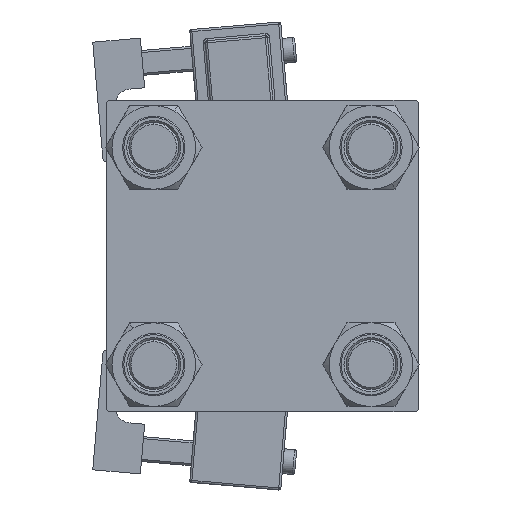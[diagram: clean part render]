
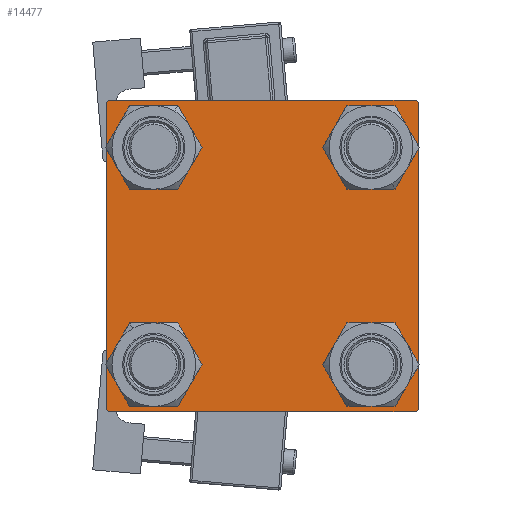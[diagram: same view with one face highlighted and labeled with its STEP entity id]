
A CAD part, left-side view. The second image highlights one B-rep face of the part: STEP entity #14477.
In plain terms, the highlighted planar face has unit normal (-1, 0, 0).
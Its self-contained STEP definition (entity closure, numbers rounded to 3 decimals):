
#155 = DIRECTION ( 'NONE',  ( 0., 0., 1. ) ) ;
#255 = ORIENTED_EDGE ( 'NONE', *, *, #38521, .T. ) ;
#873 = VECTOR ( 'NONE', #47816, 1000. ) ;
#999 = DIRECTION ( 'NONE',  ( 0., -1., 0. ) ) ;
#1653 = FACE_BOUND ( 'NONE', #33186, .T. ) ;
#1732 = CARTESIAN_POINT ( 'NONE',  ( 0., 37.5, 37. ) ) ;
#2344 = CARTESIAN_POINT ( 'NONE',  ( 0., 26.15, -26.15 ) ) ;
#3453 = EDGE_LOOP ( 'NONE', ( #5184, #31323 ) ) ;
#4523 = ORIENTED_EDGE ( 'NONE', *, *, #20973, .T. ) ;
#4547 = DIRECTION ( 'NONE',  ( 1., 0., 0. ) ) ;
#4897 = AXIS2_PLACEMENT_3D ( 'NONE', #4912, #21052, #37241 ) ;
#4912 = CARTESIAN_POINT ( 'NONE',  ( 0., -26.15, 26.15 ) ) ;
#5065 = VERTEX_POINT ( 'NONE', #1732 ) ;
#5184 = ORIENTED_EDGE ( 'NONE', *, *, #49807, .T. ) ;
#5398 = ORIENTED_EDGE ( 'NONE', *, *, #11658, .T. ) ;
#5680 = CARTESIAN_POINT ( 'NONE',  ( 0., -26.15, 26.15 ) ) ;
#5918 = DIRECTION ( 'NONE',  ( 0., 0., 1. ) ) ;
#5937 = CARTESIAN_POINT ( 'NONE',  ( 0., 37.5, -37. ) ) ;
#6205 = CARTESIAN_POINT ( 'NONE',  ( 0., 26.15, -19.65 ) ) ;
#6659 = ORIENTED_EDGE ( 'NONE', *, *, #29001, .F. ) ;
#6960 = CARTESIAN_POINT ( 'NONE',  ( 0., -26.15, -32.65 ) ) ;
#7034 = VERTEX_POINT ( 'NONE', #28272 ) ;
#7134 = AXIS2_PLACEMENT_3D ( 'NONE', #5680, #8162, #25805 ) ;
#7204 = VECTOR ( 'NONE', #10629, 1000. ) ;
#7373 = DIRECTION ( 'NONE',  ( 0., 0., 1. ) ) ;
#7527 = EDGE_CURVE ( 'NONE', #26373, #5065, #48540, .T. ) ;
#8162 = DIRECTION ( 'NONE',  ( 1., 0., 0. ) ) ;
#8423 = AXIS2_PLACEMENT_3D ( 'NONE', #36626, #4547, #20692 ) ;
#8736 = EDGE_CURVE ( 'NONE', #44049, #40276, #37941, .T. ) ;
#8951 = LINE ( 'NONE', #21127, #43995 ) ;
#9573 = CARTESIAN_POINT ( 'NONE',  ( 0., 37., -37.5 ) ) ;
#9742 = VERTEX_POINT ( 'NONE', #13118 ) ;
#10143 = PLANE ( 'NONE',  #51559 ) ;
#10629 = DIRECTION ( 'NONE',  ( 0., -1., 0. ) ) ;
#10842 = CIRCLE ( 'NONE', #48041, 6.5 ) ;
#10894 = EDGE_CURVE ( 'NONE', #21025, #9742, #10842, .T. ) ;
#11540 = AXIS2_PLACEMENT_3D ( 'NONE', #36206, #49161, #155 ) ;
#11658 = EDGE_CURVE ( 'NONE', #47930, #11775, #41277, .T. ) ;
#11738 = ORIENTED_EDGE ( 'NONE', *, *, #47696, .T. ) ;
#11775 = VERTEX_POINT ( 'NONE', #25802 ) ;
#12137 = DIRECTION ( 'NONE',  ( 0., -0.707, -0.707 ) ) ;
#13068 = EDGE_CURVE ( 'NONE', #34712, #15179, #51297, .T. ) ;
#13118 = CARTESIAN_POINT ( 'NONE',  ( 0., 26.15, 19.65 ) ) ;
#13199 = EDGE_LOOP ( 'NONE', ( #255, #30204 ) ) ;
#13591 = DIRECTION ( 'NONE',  ( 0., 0., 1. ) ) ;
#13684 = DIRECTION ( 'NONE',  ( 0., 0.707, 0.707 ) ) ;
#13810 = ORIENTED_EDGE ( 'NONE', *, *, #7527, .T. ) ;
#14115 = CARTESIAN_POINT ( 'NONE',  ( 0., 0., 0. ) ) ;
#14477 = ADVANCED_FACE ( 'NONE', ( #1653, #17549, #34509, #21785, #14646 ), #10143, .T. ) ;
#14646 = FACE_OUTER_BOUND ( 'NONE', #34298, .T. ) ;
#14671 = DIRECTION ( 'NONE',  ( 1., 0., 0. ) ) ;
#14905 = CARTESIAN_POINT ( 'NONE',  ( 0., 26.15, 26.15 ) ) ;
#15040 = ORIENTED_EDGE ( 'NONE', *, *, #42097, .T. ) ;
#15179 = VERTEX_POINT ( 'NONE', #28251 ) ;
#15191 = CARTESIAN_POINT ( 'NONE',  ( 0., -26.15, -26.15 ) ) ;
#15438 = CIRCLE ( 'NONE', #45053, 6.5 ) ;
#16003 = CARTESIAN_POINT ( 'NONE',  ( 0., 26.15, 26.15 ) ) ;
#16157 = VERTEX_POINT ( 'NONE', #36158 ) ;
#16931 = ORIENTED_EDGE ( 'NONE', *, *, #13068, .T. ) ;
#17549 = FACE_BOUND ( 'NONE', #13199, .T. ) ;
#17769 = CARTESIAN_POINT ( 'NONE',  ( 0., -37.5, 37.5 ) ) ;
#19133 = DIRECTION ( 'NONE',  ( 1., 0., 0. ) ) ;
#19147 = CIRCLE ( 'NONE', #11540, 6.5 ) ;
#19480 = LINE ( 'NONE', #31656, #873 ) ;
#19964 = DIRECTION ( 'NONE',  ( 0., 0., 1. ) ) ;
#20323 = CIRCLE ( 'NONE', #38957, 6.5 ) ;
#20692 = DIRECTION ( 'NONE',  ( 0., 0., 1. ) ) ;
#20969 = EDGE_CURVE ( 'NONE', #30599, #26265, #24312, .T. ) ;
#20973 = EDGE_CURVE ( 'NONE', #11775, #47930, #25729, .T. ) ;
#21025 = VERTEX_POINT ( 'NONE', #44201 ) ;
#21052 = DIRECTION ( 'NONE',  ( 1., 0., 0. ) ) ;
#21127 = CARTESIAN_POINT ( 'NONE',  ( 0., 37.5, -37.5 ) ) ;
#21785 = FACE_BOUND ( 'NONE', #49192, .T. ) ;
#22084 = DIRECTION ( 'NONE',  ( 0., 0., 1. ) ) ;
#22327 = VECTOR ( 'NONE', #12137, 1000. ) ;
#24312 = LINE ( 'NONE', #32525, #22327 ) ;
#24935 = DIRECTION ( 'NONE',  ( 0., 0.707, -0.707 ) ) ;
#25729 = CIRCLE ( 'NONE', #7134, 6.5 ) ;
#25802 = CARTESIAN_POINT ( 'NONE',  ( 0., -26.15, 19.65 ) ) ;
#25805 = DIRECTION ( 'NONE',  ( 0., 0., 1. ) ) ;
#26265 = VERTEX_POINT ( 'NONE', #9573 ) ;
#26373 = VERTEX_POINT ( 'NONE', #30499 ) ;
#26412 = CARTESIAN_POINT ( 'NONE',  ( 0., 26.15, -32.65 ) ) ;
#26763 = CARTESIAN_POINT ( 'NONE',  ( 0., -26.15, 32.65 ) ) ;
#27321 = EDGE_CURVE ( 'NONE', #26373, #16157, #51421, .T. ) ;
#27710 = CARTESIAN_POINT ( 'NONE',  ( 0., -37.25, -37.25 ) ) ;
#28251 = CARTESIAN_POINT ( 'NONE',  ( 0., -37.5, -37. ) ) ;
#28272 = CARTESIAN_POINT ( 'NONE',  ( 0., -37.5, 37. ) ) ;
#29001 = EDGE_CURVE ( 'NONE', #7034, #15179, #29951, .T. ) ;
#29951 = LINE ( 'NONE', #17769, #34352 ) ;
#30094 = CARTESIAN_POINT ( 'NONE',  ( 0., -37.25, 37.25 ) ) ;
#30204 = ORIENTED_EDGE ( 'NONE', *, *, #37031, .T. ) ;
#30319 = EDGE_CURVE ( 'NONE', #7034, #16157, #42300, .T. ) ;
#30499 = CARTESIAN_POINT ( 'NONE',  ( 0., 37., 37.5 ) ) ;
#30599 = VERTEX_POINT ( 'NONE', #5937 ) ;
#31323 = ORIENTED_EDGE ( 'NONE', *, *, #8736, .T. ) ;
#31656 = CARTESIAN_POINT ( 'NONE',  ( 0., 37.5, 37.5 ) ) ;
#32525 = CARTESIAN_POINT ( 'NONE',  ( 0., 37.25, -37.25 ) ) ;
#33186 = EDGE_LOOP ( 'NONE', ( #5398, #4523 ) ) ;
#34030 = CARTESIAN_POINT ( 'NONE',  ( 0., -37., -37.5 ) ) ;
#34298 = EDGE_LOOP ( 'NONE', ( #45808, #42650, #15040, #16931, #6659, #47914, #43012, #13810 ) ) ;
#34352 = VECTOR ( 'NONE', #50880, 1000. ) ;
#34509 = FACE_BOUND ( 'NONE', #3453, .T. ) ;
#34712 = VERTEX_POINT ( 'NONE', #34030 ) ;
#34999 = CARTESIAN_POINT ( 'NONE',  ( 0., 37.5, 37.5 ) ) ;
#36158 = CARTESIAN_POINT ( 'NONE',  ( 0., -37., 37.5 ) ) ;
#36206 = CARTESIAN_POINT ( 'NONE',  ( 0., 26.15, -26.15 ) ) ;
#36626 = CARTESIAN_POINT ( 'NONE',  ( 0., -26.15, -26.15 ) ) ;
#36715 = VERTEX_POINT ( 'NONE', #6960 ) ;
#36891 = CARTESIAN_POINT ( 'NONE',  ( 0., 37.25, 37.25 ) ) ;
#37031 = EDGE_CURVE ( 'NONE', #36715, #39872, #52390, .T. ) ;
#37241 = DIRECTION ( 'NONE',  ( 0., 0., 1. ) ) ;
#37941 = CIRCLE ( 'NONE', #51460, 6.5 ) ;
#37981 = DIRECTION ( 'NONE',  ( -1., 0., 0. ) ) ;
#38521 = EDGE_CURVE ( 'NONE', #39872, #36715, #20323, .T. ) ;
#38957 = AXIS2_PLACEMENT_3D ( 'NONE', #15191, #14671, #22084 ) ;
#39872 = VERTEX_POINT ( 'NONE', #44260 ) ;
#40276 = VERTEX_POINT ( 'NONE', #6205 ) ;
#41277 = CIRCLE ( 'NONE', #4897, 6.5 ) ;
#42097 = EDGE_CURVE ( 'NONE', #26265, #34712, #8951, .T. ) ;
#42292 = EDGE_CURVE ( 'NONE', #5065, #30599, #19480, .T. ) ;
#42300 = LINE ( 'NONE', #30094, #47093 ) ;
#42650 = ORIENTED_EDGE ( 'NONE', *, *, #20969, .T. ) ;
#43012 = ORIENTED_EDGE ( 'NONE', *, *, #27321, .F. ) ;
#43662 = DIRECTION ( 'NONE',  ( 1., 0., 0. ) ) ;
#43995 = VECTOR ( 'NONE', #999, 1000. ) ;
#44049 = VERTEX_POINT ( 'NONE', #26412 ) ;
#44201 = CARTESIAN_POINT ( 'NONE',  ( 0., 26.15, 32.65 ) ) ;
#44260 = CARTESIAN_POINT ( 'NONE',  ( 0., -26.15, -19.65 ) ) ;
#45053 = AXIS2_PLACEMENT_3D ( 'NONE', #16003, #51518, #19964 ) ;
#45592 = VECTOR ( 'NONE', #48102, 1000. ) ;
#45808 = ORIENTED_EDGE ( 'NONE', *, *, #42292, .T. ) ;
#47093 = VECTOR ( 'NONE', #13684, 1000. ) ;
#47696 = EDGE_CURVE ( 'NONE', #9742, #21025, #15438, .T. ) ;
#47816 = DIRECTION ( 'NONE',  ( 0., 0., -1. ) ) ;
#47914 = ORIENTED_EDGE ( 'NONE', *, *, #30319, .T. ) ;
#47930 = VERTEX_POINT ( 'NONE', #26763 ) ;
#48041 = AXIS2_PLACEMENT_3D ( 'NONE', #14905, #19133, #5918 ) ;
#48102 = DIRECTION ( 'NONE',  ( 0., -0.707, 0.707 ) ) ;
#48540 = LINE ( 'NONE', #36891, #52244 ) ;
#48683 = ORIENTED_EDGE ( 'NONE', *, *, #10894, .T. ) ;
#49161 = DIRECTION ( 'NONE',  ( 1., 0., 0. ) ) ;
#49192 = EDGE_LOOP ( 'NONE', ( #48683, #11738 ) ) ;
#49807 = EDGE_CURVE ( 'NONE', #40276, #44049, #19147, .T. ) ;
#50880 = DIRECTION ( 'NONE',  ( 0., 0., -1. ) ) ;
#51297 = LINE ( 'NONE', #27710, #45592 ) ;
#51421 = LINE ( 'NONE', #34999, #7204 ) ;
#51460 = AXIS2_PLACEMENT_3D ( 'NONE', #2344, #43662, #7373 ) ;
#51518 = DIRECTION ( 'NONE',  ( 1., 0., 0. ) ) ;
#51559 = AXIS2_PLACEMENT_3D ( 'NONE', #14115, #37981, #13591 ) ;
#52244 = VECTOR ( 'NONE', #24935, 1000. ) ;
#52390 = CIRCLE ( 'NONE', #8423, 6.5 ) ;
